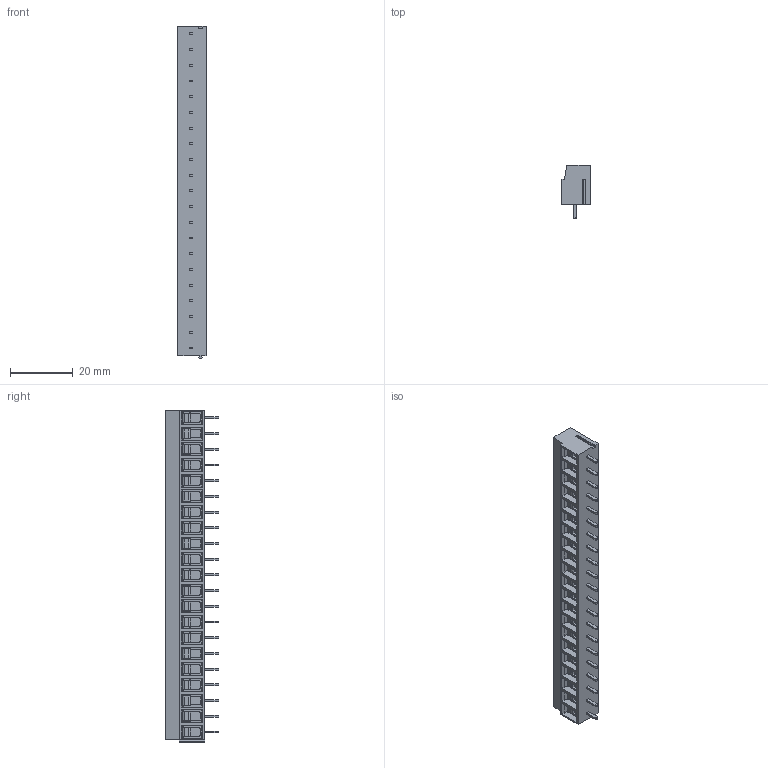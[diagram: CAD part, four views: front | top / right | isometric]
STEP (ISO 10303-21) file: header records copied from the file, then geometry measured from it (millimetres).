
FILE_DESCRIPTION((''),'2;1');
FILE_NAME('TL202V','2025-04-11T',('sj'),(''),'PRO/ENGINEER BY PARAMETRIC TECHNOLOGY CORPORATION, 2013240','PRO/ENGINEER BY PARAMETRIC TECHNOLOGY CORPORATION, 2013240','');
FILE_SCHEMA(('AUTOMOTIVE_DESIGN_CC2 { 1 2 10303 214 -1 1 5 2 }'));
Length unit declared in the file: millimetre
Products named in the file (1): TL202V
Bounding box: 9 x 17 x 105.68 mm (x, y, z)
Volume: 9519.5 mm3; surface area: 8340.7 mm2
Topology: 1 solids, 1 shells, 1515 faces, 3909 edges, 2522 vertices
Faces by surface type: plane 877, cylinder 428, cone 84, extrusion 84, torus 42
Entity records: 47249 total; most frequent: CARTESIAN_POINT 10078, ORIENTED_EDGE 7818, DIRECTION 7501, EDGE_CURVE 3909, VECTOR 2675, LINE 2591, VERTEX_POINT 2522, AXIS2_PLACEMENT_3D 2413
